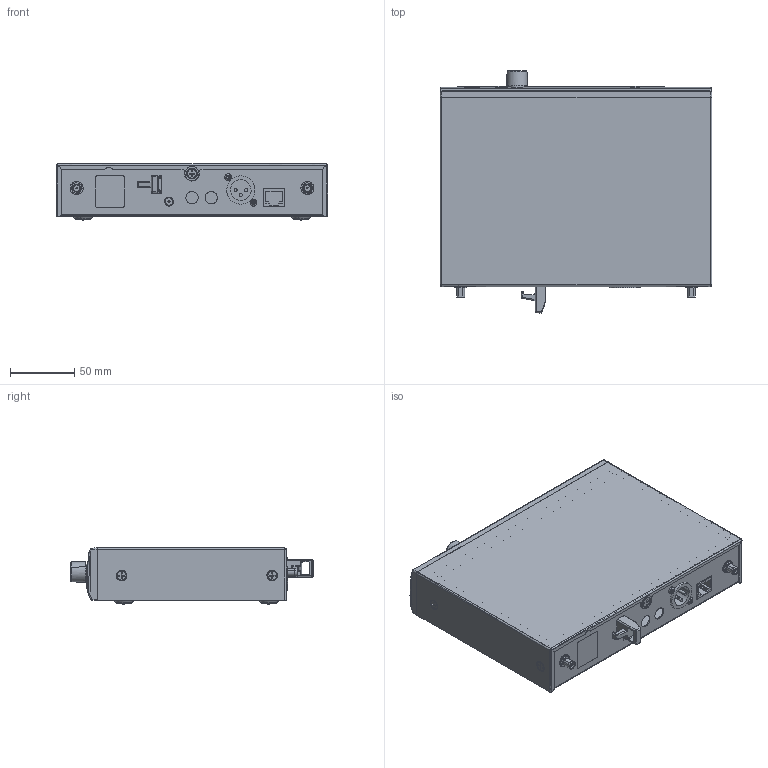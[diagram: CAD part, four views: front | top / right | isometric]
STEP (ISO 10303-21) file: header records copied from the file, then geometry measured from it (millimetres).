
FILE_DESCRIPTION(('none'),'2,1');
FILE_NAME('','Thu Sep 05 10:51:08 2019',('Unknown author'),(''),'HOOPS Exchange','Windows','Unknown authorisation');
FILE_SCHEMA( ('AUTOMOTIVE_DESIGN { 1 0 10303 214 1 1 1 1 }') );
Length unit declared in the file: millimetre
Products named in the file (69): 553029-06; 55304300-12; 55301701-11; 54628400-07; 546284-1000-06; 526096-4000-03; 522420.10-01; NET1-BOX; 092065_CATIA-02; 092654-01; EW3; 553025-11; 566821-01; 55302303-07; 55302100-11; 084366-02; 53357800-03; 53355400-06; 53355600-04; 53357400-04; 530183-03; 55108100-08; 551054-1g902-02; 052145; 087835; 558896-2000-01; EM3732; 550463-3000-01; 550463-2000-01; 558896-3000-01; 550463-4000-03; 550463-5002-02; 55441700-01; 55441600-01; 52246600-00; 522259x-01; 555021-01; 554844-01; 549730-02; 55883000-01
Assembly tree (68 placements, depth 4):
  553029-06
    55304300-12
      55301701-11
      54628400-07
        546284-1000-06
        526096-4000-03
      522420.10-01
      522420.10-01
      522420.10-01
      522420.10-01
      522420.10-01
      NET1-BOX
      NET1-BOX
      NET1-BOX
      NET1-BOX
      NET1-BOX
      NET1-BOX
      092065_CATIA-02
      092654-01
      EW3
      EW3
      EW3
      EW3
    553025-11
      566821-01
        55302303-07
        55302100-11
      084366-02
      084366-02
      53357800-03
      53355400-06
      53355600-04
      53357400-04
      530183-03
    55108100-08
      551054-1g902-02
    052145
    052145
    087835
    087835
    087835
    087835
    558896-2000-01
      EM3732
      550463-3000-01
      550463-2000-01
      558896-3000-01
    550463-4000-03
      EM3732
      550463-3000-01
      550463-2000-01
      550463-5002-02
    55441700-01
    55441700-01
    55441600-01
    55441600-01
    52246600-00
    52246600-00
    52246600-00
    52246600-00
Bounding box: 212.1 x 188.98 x 43.9 mm (x, y, z)
Volume: 139590.8 mm3; surface area: 276260.2 mm2
Topology: 40 solids, 40 shells, 2704 faces, 6949 edges, 4320 vertices
Faces by surface type: bspline 2704
Entity records: 117544 total; most frequent: CARTESIAN_POINT 75511, ORIENTED_EDGE 13688, EDGE_CURVE 6844, B_SPLINE_CURVE_WITH_KNOTS 4655, VERTEX_POINT 4320, EDGE_LOOP 2962, FACE_BOUND 2962, ADVANCED_FACE 2704
